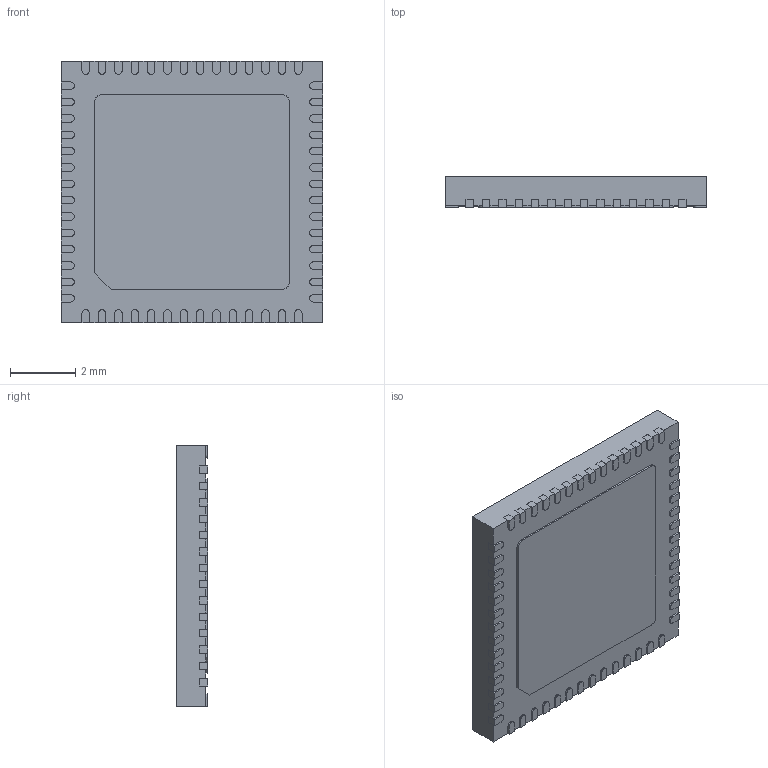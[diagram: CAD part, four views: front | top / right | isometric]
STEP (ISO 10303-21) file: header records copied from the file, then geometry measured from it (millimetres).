
FILE_DESCRIPTION (( 'STEP AP214' ), '1' );
FILE_NAME ('User Library-QFN56_0.5.STEP', '2020-08-21T02:06:13', ( '' ), ( '' ), 'SwSTEP 2.0', 'SolidWorks 2020', '' );
FILE_SCHEMA (( 'AUTOMOTIVE_DESIGN' ));
Length unit declared in the file: millimetre
Products named in the file (1): User Library-QFN56_0.5
Bounding box: 8 x 0.95 x 8 mm (x, y, z)
Volume: 59.5 mm3; surface area: 161.3 mm2
Topology: 1 solids, 1 shells, 466 faces, 1386 edges, 924 vertices
Faces by surface type: plane 349, cylinder 117
Entity records: 15657 total; most frequent: CARTESIAN_POINT 2777, ORIENTED_EDGE 2772, DIRECTION 2554, EDGE_CURVE 1386, LINE 1152, VECTOR 1152, VERTEX_POINT 924, AXIS2_PLACEMENT_3D 701
